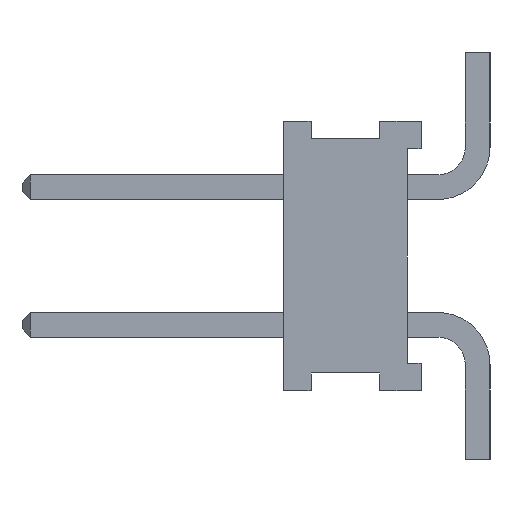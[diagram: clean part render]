
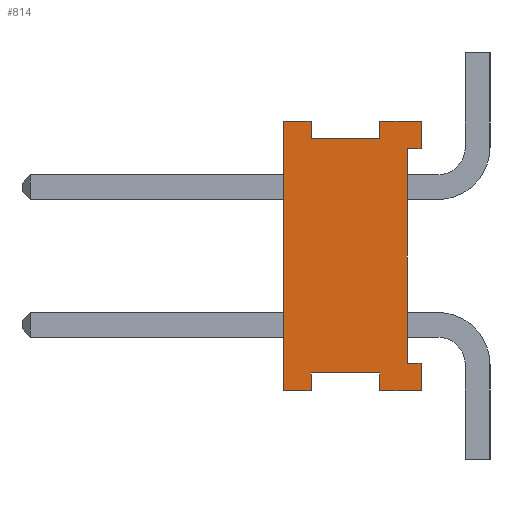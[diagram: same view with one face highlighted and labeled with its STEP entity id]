
A CAD part, left-side view. The second image highlights one B-rep face of the part: STEP entity #814.
In plain terms, the highlighted planar face has unit normal (-1, 0, 0).
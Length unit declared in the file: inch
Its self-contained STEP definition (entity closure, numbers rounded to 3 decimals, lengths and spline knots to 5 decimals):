
#814 = ADVANCED_FACE( '', ( #1927 ), #1928, .F. );
#1927 = FACE_OUTER_BOUND( '', #3337, .T. );
#1928 = PLANE( '', #3338 );
#3337 = EDGE_LOOP( '', ( #5696, #5697, #5698, #5699, #5700, #5701, #5702, #5703, #5704, #5705, #5706, #5707, #5708, #5709, #5710, #5711 ) );
#3338 = AXIS2_PLACEMENT_3D( '', #5712, #5713, #5714 );
#5696 = ORIENTED_EDGE( '', *, *, #9141, .T. );
#5697 = ORIENTED_EDGE( '', *, *, #9142, .F. );
#5698 = ORIENTED_EDGE( '', *, *, #9109, .F. );
#5699 = ORIENTED_EDGE( '', *, *, #9143, .F. );
#5700 = ORIENTED_EDGE( '', *, *, #9144, .T. );
#5701 = ORIENTED_EDGE( '', *, *, #9145, .T. );
#5702 = ORIENTED_EDGE( '', *, *, #9146, .F. );
#5703 = ORIENTED_EDGE( '', *, *, #8896, .F. );
#5704 = ORIENTED_EDGE( '', *, *, #9128, .F. );
#5705 = ORIENTED_EDGE( '', *, *, #9147, .T. );
#5706 = ORIENTED_EDGE( '', *, *, #9148, .F. );
#5707 = ORIENTED_EDGE( '', *, *, #8631, .F. );
#5708 = ORIENTED_EDGE( '', *, *, #9085, .F. );
#5709 = ORIENTED_EDGE( '', *, *, #9149, .F. );
#5710 = ORIENTED_EDGE( '', *, *, #9114, .F. );
#5711 = ORIENTED_EDGE( '', *, *, #8447, .F. );
#5712 = CARTESIAN_POINT( '', ( -0.25, 0.05, -0.098 ) );
#5713 = DIRECTION( '', ( 1., 0., 0. ) );
#5714 = DIRECTION( '', ( 0., 0., -1. ) );
#8447 = EDGE_CURVE( '', #10169, #10170, #10171, .T. );
#8631 = EDGE_CURVE( '', #10486, #10487, #10488, .T. );
#8896 = EDGE_CURVE( '', #10926, #10927, #10928, .T. );
#9085 = EDGE_CURVE( '', #11200, #10486, #11201, .T. );
#9109 = EDGE_CURVE( '', #11236, #11237, #11238, .T. );
#9114 = EDGE_CURVE( '', #10170, #11245, #11246, .T. );
#9128 = EDGE_CURVE( '', #11266, #10926, #11267, .T. );
#9141 = EDGE_CURVE( '', #10169, #11287, #11288, .T. );
#9142 = EDGE_CURVE( '', #11237, #11287, #11289, .T. );
#9143 = EDGE_CURVE( '', #11290, #11236, #11291, .T. );
#9144 = EDGE_CURVE( '', #11290, #11292, #11293, .T. );
#9145 = EDGE_CURVE( '', #11292, #11294, #11295, .T. );
#9146 = EDGE_CURVE( '', #10927, #11294, #11296, .T. );
#9147 = EDGE_CURVE( '', #11266, #11297, #11298, .T. );
#9148 = EDGE_CURVE( '', #10487, #11297, #11299, .T. );
#9149 = EDGE_CURVE( '', #11245, #11200, #11300, .T. );
#10169 = VERTEX_POINT( '', #12625 );
#10170 = VERTEX_POINT( '', #12626 );
#10171 = LINE( '', #12627, #12628 );
#10486 = VERTEX_POINT( '', #13075 );
#10487 = VERTEX_POINT( '', #13076 );
#10488 = LINE( '', #13077, #13078 );
#10926 = VERTEX_POINT( '', #13724 );
#10927 = VERTEX_POINT( '', #13725 );
#10928 = LINE( '', #13726, #13727 );
#11200 = VERTEX_POINT( '', #14125 );
#11201 = LINE( '', #14126, #14127 );
#11236 = VERTEX_POINT( '', #14179 );
#11237 = VERTEX_POINT( '', #14180 );
#11238 = LINE( '', #14181, #14182 );
#11245 = VERTEX_POINT( '', #14192 );
#11246 = LINE( '', #14193, #14194 );
#11266 = VERTEX_POINT( '', #14223 );
#11267 = LINE( '', #14224, #14225 );
#11287 = VERTEX_POINT( '', #14254 );
#11288 = LINE( '', #14255, #14256 );
#11289 = LINE( '', #14257, #14258 );
#11290 = VERTEX_POINT( '', #14259 );
#11291 = LINE( '', #14260, #14261 );
#11292 = VERTEX_POINT( '', #14262 );
#11293 = LINE( '', #14263, #14264 );
#11294 = VERTEX_POINT( '', #14265 );
#11295 = LINE( '', #14266, #14267 );
#11296 = LINE( '', #14268, #14269 );
#11297 = VERTEX_POINT( '', #14270 );
#11298 = LINE( '', #14271, #14272 );
#11299 = LINE( '', #14273, #14274 );
#11300 = LINE( '', #14275, #14276 );
#12625 = CARTESIAN_POINT( '', ( -0.25, 0.05, -0.098 ) );
#12626 = CARTESIAN_POINT( '', ( -0.25, 0.05, 0.098 ) );
#12627 = CARTESIAN_POINT( '', ( -0.25, 0.05, -0.098 ) );
#12628 = VECTOR( '', #15772, 39.37008 );
#13075 = CARTESIAN_POINT( '', ( -0.25, -0.02, 0.085 ) );
#13076 = CARTESIAN_POINT( '', ( -0.25, -0.02, 0.098 ) );
#13077 = CARTESIAN_POINT( '', ( -0.25, -0.02, 0.085 ) );
#13078 = VECTOR( '', #15950, 39.37008 );
#13724 = CARTESIAN_POINT( '', ( -0.25, -0.04, 0.078 ) );
#13725 = CARTESIAN_POINT( '', ( -0.25, -0.04, -0.078 ) );
#13726 = CARTESIAN_POINT( '', ( -0.25, -0.04, 0.078 ) );
#13727 = VECTOR( '', #16195, 39.37008 );
#14125 = CARTESIAN_POINT( '', ( -0.25, 0.03, 0.085 ) );
#14126 = CARTESIAN_POINT( '', ( -0.25, 0.03, 0.085 ) );
#14127 = VECTOR( '', #16367, 39.37008 );
#14179 = CARTESIAN_POINT( '', ( -0.25, -0.02, -0.085 ) );
#14180 = CARTESIAN_POINT( '', ( -0.25, 0.03, -0.085 ) );
#14181 = CARTESIAN_POINT( '', ( -0.25, -0.02, -0.085 ) );
#14182 = VECTOR( '', #16385, 39.37008 );
#14192 = CARTESIAN_POINT( '', ( -0.25, 0.03, 0.098 ) );
#14193 = CARTESIAN_POINT( '', ( -0.25, 0.05, 0.098 ) );
#14194 = VECTOR( '', #16389, 39.37008 );
#14223 = CARTESIAN_POINT( '', ( -0.25, -0.05, 0.078 ) );
#14224 = CARTESIAN_POINT( '', ( -0.25, -0.05, 0.078 ) );
#14225 = VECTOR( '', #16399, 39.37008 );
#14254 = CARTESIAN_POINT( '', ( -0.25, 0.03, -0.098 ) );
#14255 = CARTESIAN_POINT( '', ( -0.25, 0.05, -0.098 ) );
#14256 = VECTOR( '', #16409, 39.37008 );
#14257 = CARTESIAN_POINT( '', ( -0.25, 0.03, -0.085 ) );
#14258 = VECTOR( '', #16410, 39.37008 );
#14259 = CARTESIAN_POINT( '', ( -0.25, -0.02, -0.098 ) );
#14260 = CARTESIAN_POINT( '', ( -0.25, -0.02, -0.098 ) );
#14261 = VECTOR( '', #16411, 39.37008 );
#14262 = CARTESIAN_POINT( '', ( -0.25, -0.05, -0.098 ) );
#14263 = CARTESIAN_POINT( '', ( -0.25, 0.05, -0.098 ) );
#14264 = VECTOR( '', #16412, 39.37008 );
#14265 = CARTESIAN_POINT( '', ( -0.25, -0.05, -0.078 ) );
#14266 = CARTESIAN_POINT( '', ( -0.25, -0.05, -0.098 ) );
#14267 = VECTOR( '', #16413, 39.37008 );
#14268 = CARTESIAN_POINT( '', ( -0.25, -0.04, -0.078 ) );
#14269 = VECTOR( '', #16414, 39.37008 );
#14270 = CARTESIAN_POINT( '', ( -0.25, -0.05, 0.098 ) );
#14271 = CARTESIAN_POINT( '', ( -0.25, -0.05, -0.098 ) );
#14272 = VECTOR( '', #16415, 39.37008 );
#14273 = CARTESIAN_POINT( '', ( -0.25, 0.05, 0.098 ) );
#14274 = VECTOR( '', #16416, 39.37008 );
#14275 = CARTESIAN_POINT( '', ( -0.25, 0.03, 0.098 ) );
#14276 = VECTOR( '', #16417, 39.37008 );
#15772 = DIRECTION( '', ( 0., 0., 1. ) );
#15950 = DIRECTION( '', ( 0., 0., 1. ) );
#16195 = DIRECTION( '', ( 0., 0., -1. ) );
#16367 = DIRECTION( '', ( 0., -1., 0. ) );
#16385 = DIRECTION( '', ( 0., 1., 0. ) );
#16389 = DIRECTION( '', ( 0., -1., 0. ) );
#16399 = DIRECTION( '', ( 0., 1., 0. ) );
#16409 = DIRECTION( '', ( 0., -1., 0. ) );
#16410 = DIRECTION( '', ( 0., 0., -1. ) );
#16411 = DIRECTION( '', ( 0., 0., 1. ) );
#16412 = DIRECTION( '', ( 0., -1., 0. ) );
#16413 = DIRECTION( '', ( 0., 0., 1. ) );
#16414 = DIRECTION( '', ( 0., -1., 0. ) );
#16415 = DIRECTION( '', ( 0., 0., 1. ) );
#16416 = DIRECTION( '', ( 0., -1., 0. ) );
#16417 = DIRECTION( '', ( 0., 0., -1. ) );
